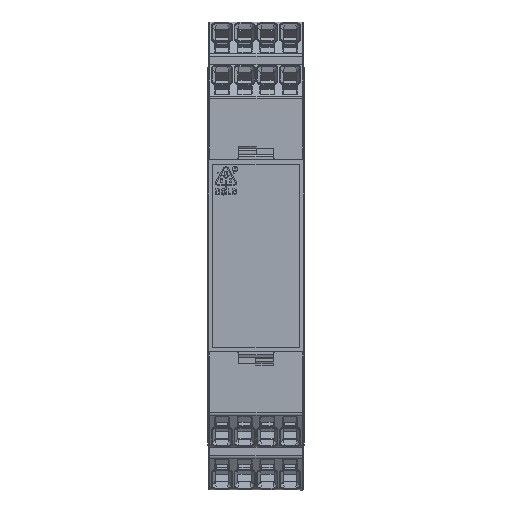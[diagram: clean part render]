
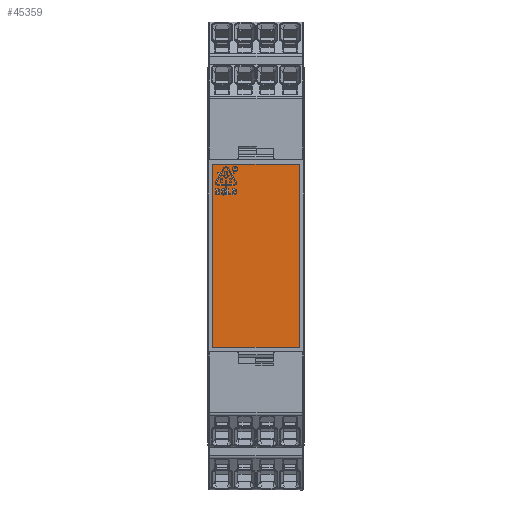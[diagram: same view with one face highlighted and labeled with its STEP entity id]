
A CAD part, top view. The second image highlights one B-rep face of the part: STEP entity #45359.
In plain terms, the highlighted planar face has unit normal (0, 0, 1).
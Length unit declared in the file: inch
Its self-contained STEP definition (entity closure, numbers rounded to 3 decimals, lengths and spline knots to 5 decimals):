
#796 = VERTEX_POINT ( 'NONE', #12654 ) ;
#2876 = EDGE_CURVE ( 'NONE', #32525, #16742, #59929, .T. ) ;
#5197 = ORIENTED_EDGE ( 'NONE', *, *, #43466, .T. ) ;
#5658 = VECTOR ( 'NONE', #17638, 39.37008 ) ;
#6535 = EDGE_LOOP ( 'NONE', ( #49511, #5197, #37983, #34759 ) ) ;
#11893 = DIRECTION ( 'NONE',  ( 0., -1., 0. ) ) ;
#12445 = CARTESIAN_POINT ( 'NONE',  ( 0.40354, 0.85827, 2.21949 ) ) ;
#12654 = CARTESIAN_POINT ( 'NONE',  ( -0.40354, 0.85827, 2.21949 ) ) ;
#14988 = LINE ( 'NONE', #24234, #17116 ) ;
#16282 = DIRECTION ( 'NONE',  ( 0., 1., 0. ) ) ;
#16742 = VERTEX_POINT ( 'NONE', #58781 ) ;
#17116 = VECTOR ( 'NONE', #53763, 39.37008 ) ;
#17638 = DIRECTION ( 'NONE',  ( 1., 0., 0. ) ) ;
#23934 = VECTOR ( 'NONE', #33193, 39.37008 ) ;
#24234 = CARTESIAN_POINT ( 'NONE',  ( -0.40354, 0.85827, 2.21949 ) ) ;
#26237 = FACE_OUTER_BOUND ( 'NONE', #6535, .T. ) ;
#29601 = EDGE_CURVE ( 'NONE', #61841, #796, #14988, .T. ) ;
#31147 = CARTESIAN_POINT ( 'NONE',  ( 0.40354, 0.85827, 2.21949 ) ) ;
#32525 = VERTEX_POINT ( 'NONE', #41806 ) ;
#33193 = DIRECTION ( 'NONE',  ( 0., -1., 0. ) ) ;
#34759 = ORIENTED_EDGE ( 'NONE', *, *, #61379, .T. ) ;
#37983 = ORIENTED_EDGE ( 'NONE', *, *, #2876, .T. ) ;
#38279 = CARTESIAN_POINT ( 'NONE',  ( -0.40354, -0.85827, 2.21949 ) ) ;
#40831 = PLANE ( 'NONE',  #49354 ) ;
#41806 = CARTESIAN_POINT ( 'NONE',  ( -0.40354, -0.85827, 2.21949 ) ) ;
#43044 = LINE ( 'NONE', #38279, #23934 ) ;
#43466 = EDGE_CURVE ( 'NONE', #796, #32525, #43044, .T. ) ;
#45359 = ADVANCED_FACE ( 'NONE', ( #26237 ), #40831, .T. ) ;
#45927 = DIRECTION ( 'NONE',  ( 0., 0., 1. ) ) ;
#46261 = CARTESIAN_POINT ( 'NONE',  ( 0.40354, -0.85827, 2.21949 ) ) ;
#49354 = AXIS2_PLACEMENT_3D ( 'NONE', #60227, #45927, #11893 ) ;
#49511 = ORIENTED_EDGE ( 'NONE', *, *, #29601, .T. ) ;
#53763 = DIRECTION ( 'NONE',  ( -1., 0., 0. ) ) ;
#53931 = VECTOR ( 'NONE', #16282, 39.37008 ) ;
#58781 = CARTESIAN_POINT ( 'NONE',  ( 0.40354, -0.85827, 2.21949 ) ) ;
#59841 = LINE ( 'NONE', #12445, #53931 ) ;
#59929 = LINE ( 'NONE', #46261, #5658 ) ;
#60227 = CARTESIAN_POINT ( 'NONE',  ( 0., 0., 2.21949 ) ) ;
#61379 = EDGE_CURVE ( 'NONE', #16742, #61841, #59841, .T. ) ;
#61841 = VERTEX_POINT ( 'NONE', #31147 ) ;
